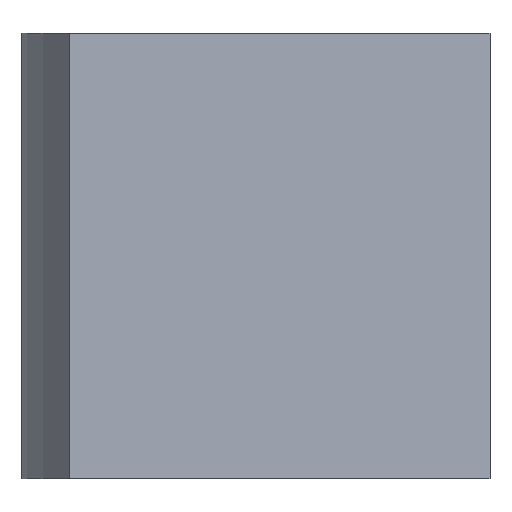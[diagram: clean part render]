
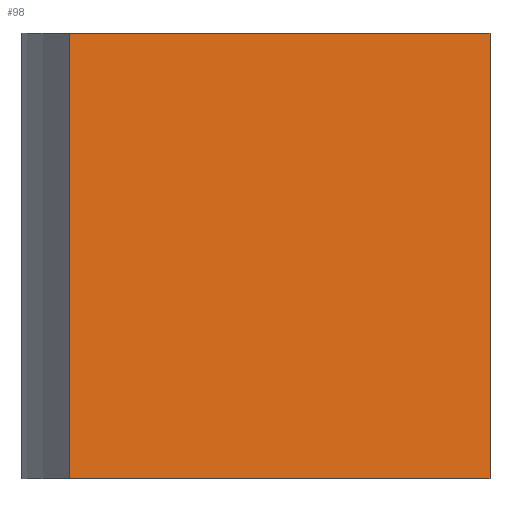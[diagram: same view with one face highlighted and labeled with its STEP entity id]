
A CAD part, left-side view. The second image highlights one B-rep face of the part: STEP entity #98.
In plain terms, the highlighted planar face has unit normal (-0.993, -0.122, 0).
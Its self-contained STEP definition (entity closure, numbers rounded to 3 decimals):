
#15=PLANE('',#120);
#20=FACE_OUTER_BOUND('',#26,.T.);
#26=EDGE_LOOP('',(#75,#76,#77,#78));
#32=LINE('',#166,#40);
#33=LINE('',#169,#41);
#34=LINE('',#171,#42);
#35=LINE('',#172,#43);
#40=VECTOR('',#136,10.);
#41=VECTOR('',#139,10.);
#42=VECTOR('',#140,10.);
#43=VECTOR('',#141,10.);
#52=VERTEX_POINT('',#160);
#54=VERTEX_POINT('',#164);
#55=VERTEX_POINT('',#168);
#56=VERTEX_POINT('',#170);
#62=EDGE_CURVE('',#52,#54,#32,.T.);
#63=EDGE_CURVE('',#52,#55,#33,.T.);
#64=EDGE_CURVE('',#56,#54,#34,.T.);
#65=EDGE_CURVE('',#55,#56,#35,.T.);
#75=ORIENTED_EDGE('',*,*,#63,.F.);
#76=ORIENTED_EDGE('',*,*,#62,.T.);
#77=ORIENTED_EDGE('',*,*,#64,.F.);
#78=ORIENTED_EDGE('',*,*,#65,.F.);
#98=ADVANCED_FACE('',(#20),#15,.T.);
#120=AXIS2_PLACEMENT_3D('',#167,#137,#138);
#136=DIRECTION('',(0.,0.,1.));
#137=DIRECTION('center_axis',(-0.993,-0.122,0.));
#138=DIRECTION('ref_axis',(0.122,-0.993,0.));
#139=DIRECTION('',(-0.122,0.993,0.));
#140=DIRECTION('',(0.122,-0.993,0.));
#141=DIRECTION('',(0.,0.,1.));
#160=CARTESIAN_POINT('',(-9.01,73.38,0.));
#164=CARTESIAN_POINT('',(-9.01,73.38,6.3));
#166=CARTESIAN_POINT('',(-9.01,73.38,0.));
#167=CARTESIAN_POINT('Origin',(-9.74,79.329,0.));
#168=CARTESIAN_POINT('',(-9.74,79.329,0.));
#169=CARTESIAN_POINT('',(-9.01,73.38,0.));
#170=CARTESIAN_POINT('',(-9.74,79.329,6.3));
#171=CARTESIAN_POINT('',(-9.01,73.38,6.3));
#172=CARTESIAN_POINT('',(-9.74,79.329,0.));
